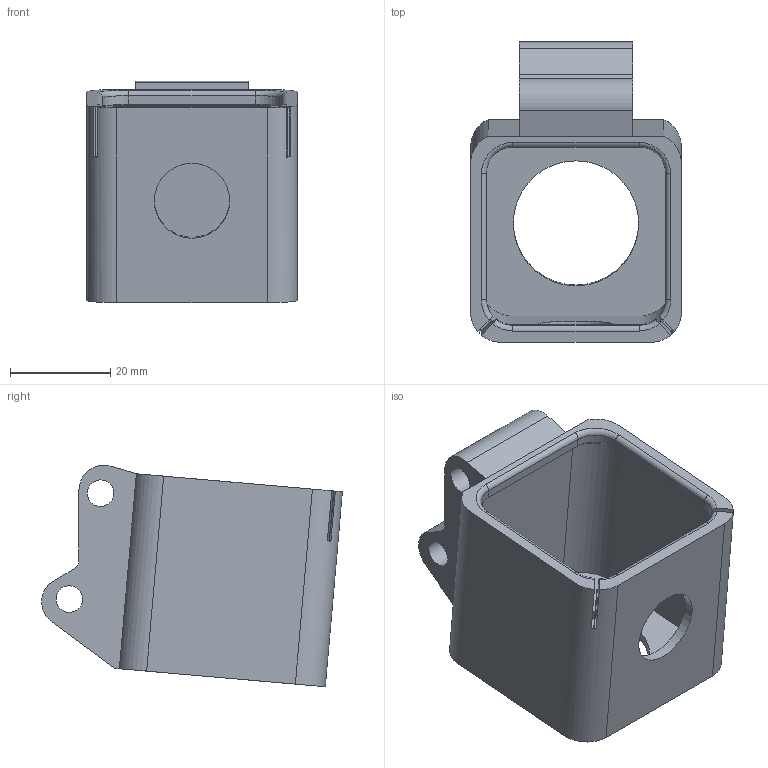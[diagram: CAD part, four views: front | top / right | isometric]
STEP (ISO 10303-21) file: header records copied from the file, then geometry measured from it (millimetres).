
FILE_DESCRIPTION(/* description */ (''),/* implementation_level */ '2;1');
FILE_NAME(/* name */ '45 deg session mount for mini cam.stp',/* time_stamp */ '2023-02-19T10:48:33-07:00',/* author */ ('Steven'),/* organization */ (''),/* preprocessor_version */ 'ST-DEVELOPER v19',/* originating_system */ 'Autodesk Inventor 2023',/* authorisation */ '');
FILE_SCHEMA (('AUTOMOTIVE_DESIGN { 1 0 10303 214 3 1 1 }'));
Length unit declared in the file: millimetre
Products named in the file (1): 45 deg session mount for mini cam
Bounding box: 42 x 59.92 x 44.13 mm (x, y, z)
Volume: 21795.1 mm3; surface area: 16026.1 mm2
Topology: 1 solids, 1 shells, 75 faces, 235 edges, 195 vertices
Faces by surface type: plane 37, cylinder 26, cone 6, torus 6
Full cylindrical faces by diameter (mm): 5.3 x2, 15 x1, 25 x1
Entity records: 2616 total; most frequent: CARTESIAN_POINT 514, DIRECTION 445, ORIENTED_EDGE 386, EDGE_CURVE 193, AXIS2_PLACEMENT_3D 165, VERTEX_POINT 120, LINE 115, VECTOR 115
